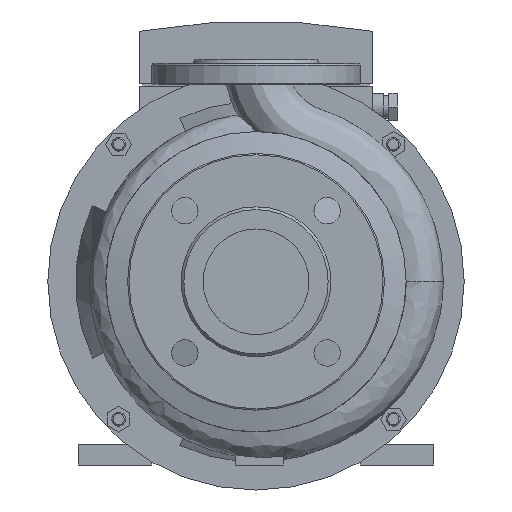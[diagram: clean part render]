
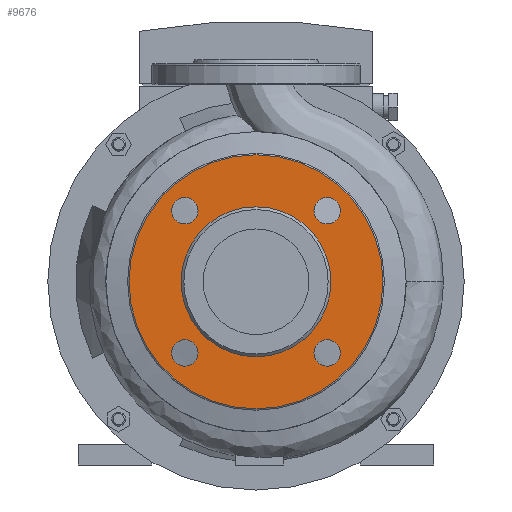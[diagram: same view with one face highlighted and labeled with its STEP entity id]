
A CAD part, left-side view. The second image highlights one B-rep face of the part: STEP entity #9676.
In plain terms, the highlighted planar face has unit normal (-1, 0, 0).
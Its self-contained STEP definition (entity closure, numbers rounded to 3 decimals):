
#324=FACE_BOUND('',#2015,.T.);
#325=FACE_BOUND('',#2016,.T.);
#326=FACE_BOUND('',#2017,.T.);
#327=FACE_BOUND('',#2018,.T.);
#328=FACE_BOUND('',#2019,.T.);
#498=CIRCLE('',#10382,9.5);
#500=CIRCLE('',#10385,9.5);
#502=CIRCLE('',#10388,9.5);
#504=CIRCLE('',#10391,9.5);
#505=CIRCLE('',#10393,54.);
#507=CIRCLE('',#10396,91.5);
#957=PLANE('',#10395);
#1364=FACE_OUTER_BOUND('',#2014,.T.);
#2014=EDGE_LOOP('',(#7545));
#2015=EDGE_LOOP('',(#7546));
#2016=EDGE_LOOP('',(#7547));
#2017=EDGE_LOOP('',(#7548));
#2018=EDGE_LOOP('',(#7549));
#2019=EDGE_LOOP('',(#7550));
#4549=VERTEX_POINT('',#15731);
#4551=VERTEX_POINT('',#15736);
#4553=VERTEX_POINT('',#15741);
#4555=VERTEX_POINT('',#15746);
#4556=VERTEX_POINT('',#15749);
#4558=VERTEX_POINT('',#15754);
#5650=EDGE_CURVE('',#4549,#4549,#498,.T.);
#5652=EDGE_CURVE('',#4551,#4551,#500,.T.);
#5654=EDGE_CURVE('',#4553,#4553,#502,.T.);
#5656=EDGE_CURVE('',#4555,#4555,#504,.T.);
#5657=EDGE_CURVE('',#4556,#4556,#505,.T.);
#5659=EDGE_CURVE('',#4558,#4558,#507,.T.);
#7545=ORIENTED_EDGE('',*,*,#5659,.T.);
#7546=ORIENTED_EDGE('',*,*,#5650,.F.);
#7547=ORIENTED_EDGE('',*,*,#5652,.F.);
#7548=ORIENTED_EDGE('',*,*,#5654,.F.);
#7549=ORIENTED_EDGE('',*,*,#5656,.F.);
#7550=ORIENTED_EDGE('',*,*,#5657,.F.);
#9676=ADVANCED_FACE('',(#1364,#324,#325,#326,#327,#328),#957,.F.);
#10382=AXIS2_PLACEMENT_3D('',#15732,#12048,#12049);
#10385=AXIS2_PLACEMENT_3D('',#15737,#12054,#12055);
#10388=AXIS2_PLACEMENT_3D('',#15742,#12060,#12061);
#10391=AXIS2_PLACEMENT_3D('',#15747,#12066,#12067);
#10393=AXIS2_PLACEMENT_3D('',#15750,#12070,#12071);
#10395=AXIS2_PLACEMENT_3D('',#15753,#12074,#12075);
#10396=AXIS2_PLACEMENT_3D('',#15755,#12076,#12077);
#12048=DIRECTION('center_axis',(-1.,0.,0.));
#12049=DIRECTION('ref_axis',(0.,1.,0.));
#12054=DIRECTION('center_axis',(-1.,0.,0.));
#12055=DIRECTION('ref_axis',(0.,0.,
1.));
#12060=DIRECTION('center_axis',(-1.,0.,0.));
#12061=DIRECTION('ref_axis',(0.,-1.,0.));
#12066=DIRECTION('center_axis',(-1.,0.,0.));
#12067=DIRECTION('ref_axis',(0.,0.,-1.));
#12070=DIRECTION('center_axis',(-1.,0.,0.));
#12071=DIRECTION('ref_axis',(0.,-1.,0.));
#12074=DIRECTION('center_axis',(1.,0.,0.));
#12075=DIRECTION('ref_axis',(0.,0.,1.));
#12076=DIRECTION('center_axis',(-1.,0.,0.));
#12077=DIRECTION('ref_axis',(0.,-1.,0.));
#15731=CARTESIAN_POINT('',(-78.,-60.765,80.735));
#15732=CARTESIAN_POINT('Origin',(-78.,-51.265,80.735));
#15736=CARTESIAN_POINT('',(-78.,51.265,71.235));
#15737=CARTESIAN_POINT('Origin',(-78.,51.265,80.735));
#15741=CARTESIAN_POINT('',(-78.,60.765,183.265));
#15742=CARTESIAN_POINT('Origin',(-78.,51.265,183.265));
#15746=CARTESIAN_POINT('',(-78.,-51.265,192.765));
#15747=CARTESIAN_POINT('Origin',(-78.,-51.265,183.265));
#15749=CARTESIAN_POINT('',(-78.,-54.,132.));
#15750=CARTESIAN_POINT('Origin',(-78.,0.,132.));
#15753=CARTESIAN_POINT('Origin',(-78.,-72.75,132.));
#15754=CARTESIAN_POINT('',(-78.,-91.5,132.));
#15755=CARTESIAN_POINT('Origin',(-78.,0.,132.));
